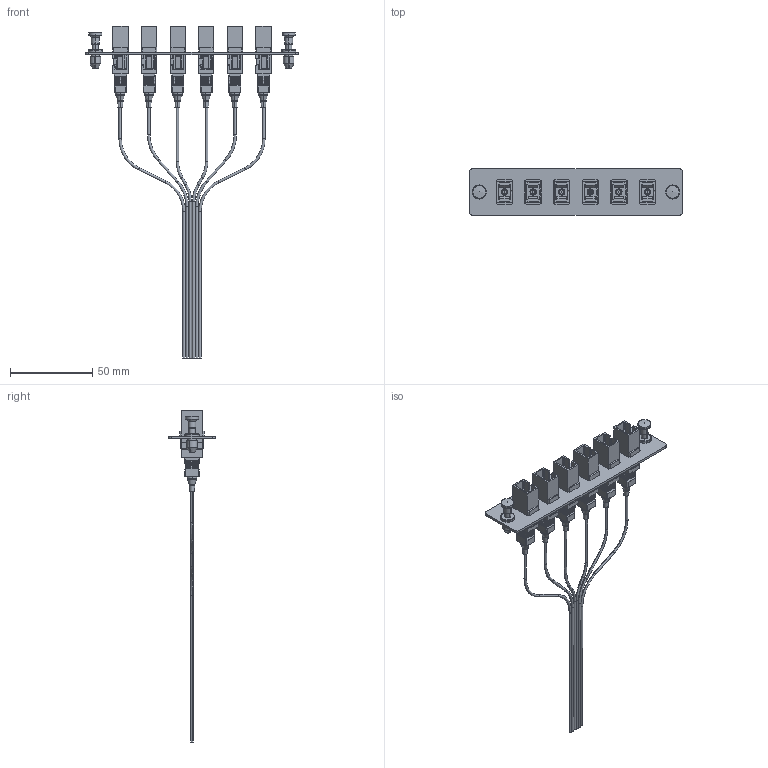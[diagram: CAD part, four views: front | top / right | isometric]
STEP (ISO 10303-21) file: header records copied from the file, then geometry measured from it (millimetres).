
FILE_DESCRIPTION (( 'STEP AP214' ), '1' );
FILE_NAME ('FSP06-SCASM-BL_3D.STEP', '2020-06-12T21:02:34', ( '' ), ( '' ), 'SwSTEP 2.0', 'SolidWorks 2018', '' );
FILE_SCHEMA (( 'AUTOMOTIVE_DESIGN' ));
Length unit declared in the file: inch
Products named in the file (13): 1AF04-009-MA1A; FOA-932; 1AF04-009-MA2A; FSP06-SCASM-BL_3D; FSP-6BNK-SLC; 1AF04-009_FIS SOLID BOOT; FSP06-CABLE-2; FSP06-CABLE-3; FSP06-CABLE-1; 1AF04-009-MA3A_Larger OD; FSP-6BNK-SCL-MA2
Assembly tree (26 placements, depth 3):
  FSP06-SCASM-BL_3D
    FSP-6BNK-SLC
      FSP-6BNK-SLC
      FSP-6BNK-SCL-MA2  x2
    FOA-932  x6
      FOA-932
    1AF04-009_FIS SOLID BOOT  x6
      1AF04-009-MA2A
      1AF04-009-MA1A
      1AF04-009-MA3A_Larger OD
    FSP06-CABLE-1  x2
    FSP06-CABLE-2  x2
    FSP06-CABLE-3  x2
Bounding box: 129.5 x 28.5 x 201.93 mm (x, y, z)
Volume: 24097.3 mm3; surface area: 50954.3 mm2
Topology: 35 solids, 35 shells, 3018 faces, 7990 edges, 5060 vertices
Faces by surface type: plane 2066, cylinder 654, torus 100, cone 96, sphere 78, bspline 24
Entity records: 19818 total; most frequent: CARTESIAN_POINT 3674, ORIENTED_EDGE 3104, DIRECTION 3000, EDGE_CURVE 1552, VECTOR 1120, LINE 1120, VERTEX_POINT 988, AXIS2_PLACEMENT_3D 940
